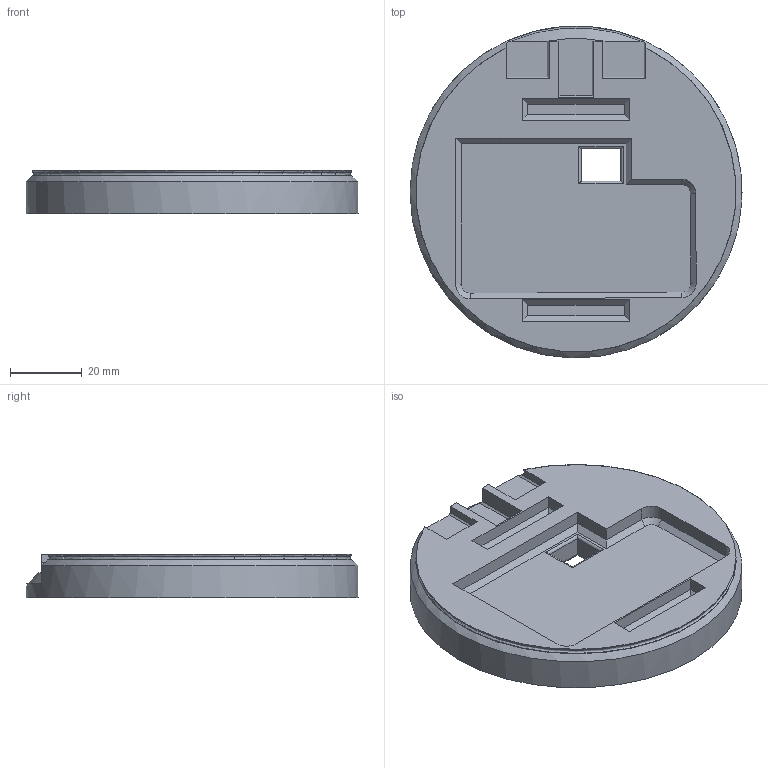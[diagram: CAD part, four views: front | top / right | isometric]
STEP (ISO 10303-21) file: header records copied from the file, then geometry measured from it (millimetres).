
FILE_DESCRIPTION(/* description */ ('','CAx-IF Rec.Pracs.---Representation and Presentation of Product Manufacturing Information (PMI)---4.0---2014-10-13'),/* implementation_level */ '2;1');
FILE_NAME(/* name */ 'chamber top.step',/* time_stamp */ '2025-02-09T08:42:35-05:00',/* author */ (''),/* organization */ (''),/* preprocessor_version */ 'ST-DEVELOPER v20',/* originating_system */ 'Autodesk Translation Framework v13.20.0.188',/* authorisation */ '');
FILE_SCHEMA (('AP242_MANAGED_MODEL_BASED_3D_ENGINEERING_MIM_LF { 1 0 10303 442 1 1 4 }'));
Length unit declared in the file: millimetre
Products named in the file (1): (Unsaved)
Bounding box: 92.5 x 92.5 x 12 mm (x, y, z)
Volume: 59138.5 mm3; surface area: 20139.3 mm2
Topology: 1 solids, 1 shells, 89 faces, 215 edges, 133 vertices
Faces by surface type: plane 66, cylinder 16, cone 5, torus 2
Full cylindrical faces by diameter (mm): 83.7 x1, 87.7 x1, 92.5 x1
Entity records: 2601 total; most frequent: CARTESIAN_POINT 498, ORIENTED_EDGE 430, DIRECTION 418, EDGE_CURVE 215, LINE 168, VECTOR 168, VERTEX_POINT 133, AXIS2_PLACEMENT_3D 125
